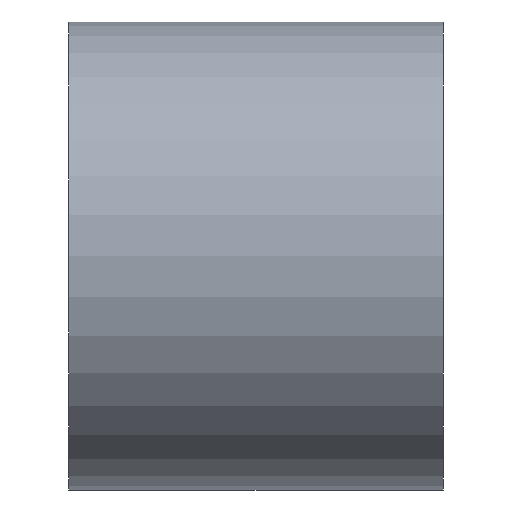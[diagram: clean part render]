
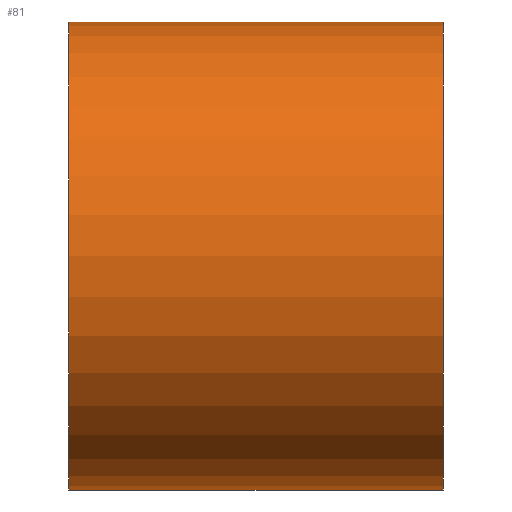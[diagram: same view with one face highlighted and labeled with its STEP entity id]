
A CAD part, front view. The second image highlights one B-rep face of the part: STEP entity #81.
In plain terms, the highlighted cylindrical face has radius 5 mm (diameter 10 mm), a full revolution.
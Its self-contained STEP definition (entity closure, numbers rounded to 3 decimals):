
#81 = ADVANCED_FACE( '', ( #172, #173 ), #174, .T. );
#172 = FACE_OUTER_BOUND( '', #269, .T. );
#173 = FACE_OUTER_BOUND( '', #270, .T. );
#174 = CYLINDRICAL_SURFACE( '', #271, 5. );
#269 = EDGE_LOOP( '', ( #465 ) );
#270 = EDGE_LOOP( '', ( #466 ) );
#271 = AXIS2_PLACEMENT_3D( '', #467, #468, #469 );
#465 = ORIENTED_EDGE( '', *, *, #613, .F. );
#466 = ORIENTED_EDGE( '', *, *, #660, .T. );
#467 = CARTESIAN_POINT( '', ( 8., 0., 0. ) );
#468 = DIRECTION( '', ( -1., 0., 0. ) );
#469 = DIRECTION( '', ( 0., 0., -1. ) );
#613 = EDGE_CURVE( '', #744, #744, #745, .T. );
#660 = EDGE_CURVE( '', #812, #812, #813, .T. );
#744 = VERTEX_POINT( '', #915 );
#745 = CIRCLE( '', #916, 5. );
#812 = VERTEX_POINT( '', #1010 );
#813 = CIRCLE( '', #1011, 5. );
#915 = CARTESIAN_POINT( '', ( 8., 0., -5. ) );
#916 = AXIS2_PLACEMENT_3D( '', #1094, #1095, #1096 );
#1010 = CARTESIAN_POINT( '', ( 0., 0., -5. ) );
#1011 = AXIS2_PLACEMENT_3D( '', #1148, #1149, #1150 );
#1094 = CARTESIAN_POINT( '', ( 8., 0., 0. ) );
#1095 = DIRECTION( '', ( 1., 0., 0. ) );
#1096 = DIRECTION( '', ( 0., 0., -1. ) );
#1148 = CARTESIAN_POINT( '', ( 0., 0., 0. ) );
#1149 = DIRECTION( '', ( 1., 0., 0. ) );
#1150 = DIRECTION( '', ( 0., 0., -1. ) );
